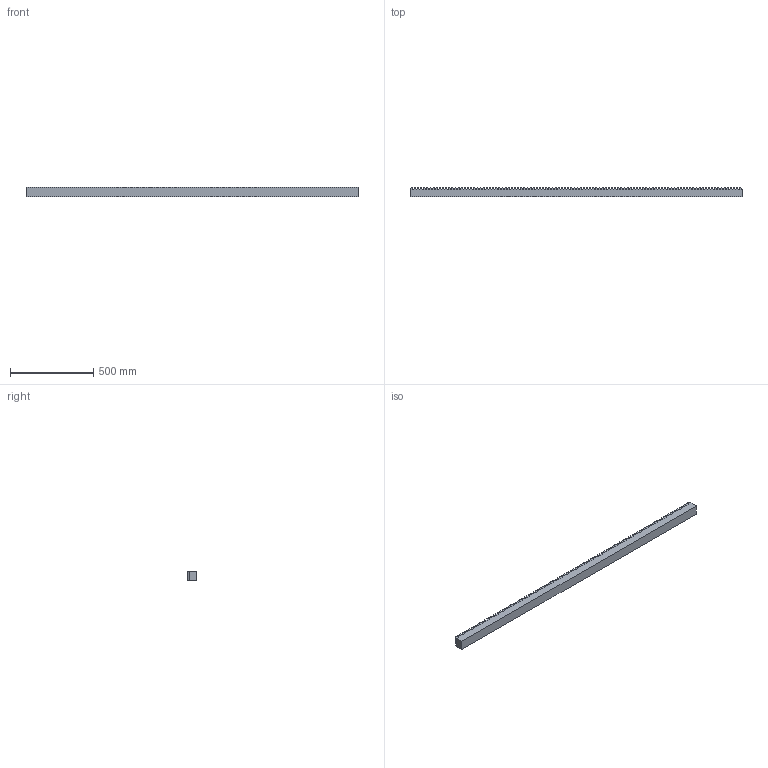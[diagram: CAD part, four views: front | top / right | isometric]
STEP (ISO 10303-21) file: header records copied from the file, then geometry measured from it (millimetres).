
FILE_DESCRIPTION( ( '' ), '1' );
FILE_NAME( 'artikel_nr___24611609.stp', '2007-11-07T05:47:09', ( '' ), ( '' ), ' ', ' ', ' ' );
FILE_SCHEMA( ( 'automotive_design' ) );
Length unit declared in the file: millimetre
Products named in the file (1): 1
Bounding box: 2000 x 60 x 60 mm (x, y, z)
Volume: 6443895.5 mm3; surface area: 577980.2 mm2
Topology: 1 solids, 1 shells, 430 faces, 1284 edges, 856 vertices
Faces by surface type: plane 430
Entity records: 28312 total; most frequent: STYLED_ITEM 2571, PRESENTATION_STYLE_ASSIGNMENT 2571, CARTESIAN_POINT 2571, COLOUR_RGB 2571, ORIENTED_EDGE 2568, DIRECTION 2146, EDGE_CURVE 1284, CURVE_STYLE 1284
